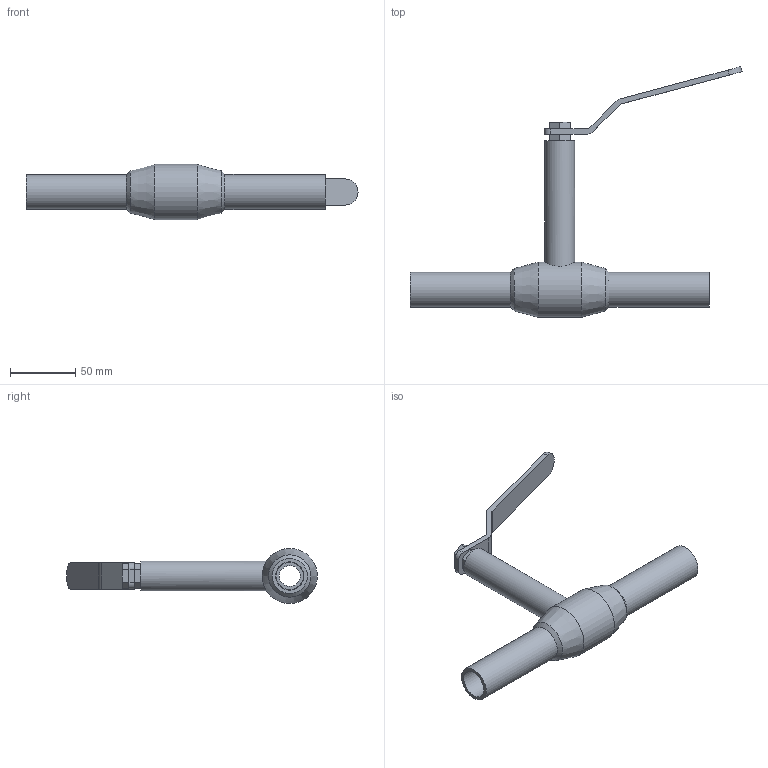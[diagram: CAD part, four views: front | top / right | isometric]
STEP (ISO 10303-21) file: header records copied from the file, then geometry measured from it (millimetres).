
FILE_DESCRIPTION((''),'2;1');
FILE_NAME('AT3590S-020.stp','2016-02-22T12:26:35',('Przemo'),(''),'Autodesk Inventor 2012','Autodesk Inventor 2012','');
FILE_SCHEMA(('AUTOMOTIVE_DESIGN { 1 0 10303 214 1 1 1 1 }'));
Length unit declared in the file: millimetre
Products named in the file (1): AT3590S-020
Bounding box: 255 x 192.57 x 42.4 mm (x, y, z)
Volume: 154839.9 mm3; surface area: 53222.2 mm2
Topology: 1 solids, 1 shells, 47 faces, 113 edges, 73 vertices
Faces by surface type: plane 27, cylinder 14, cone 6
Full cylindrical faces by diameter (mm): 16 x1, 21.7 x2, 23 x1, 26.9 x2, 42.4 x1
Entity records: 1365 total; most frequent: CARTESIAN_POINT 263, DIRECTION 222, ORIENTED_EDGE 192, EDGE_CURVE 96, AXIS2_PLACEMENT_3D 79, VERTEX_POINT 70, EDGE_LOOP 68, VECTOR 64
